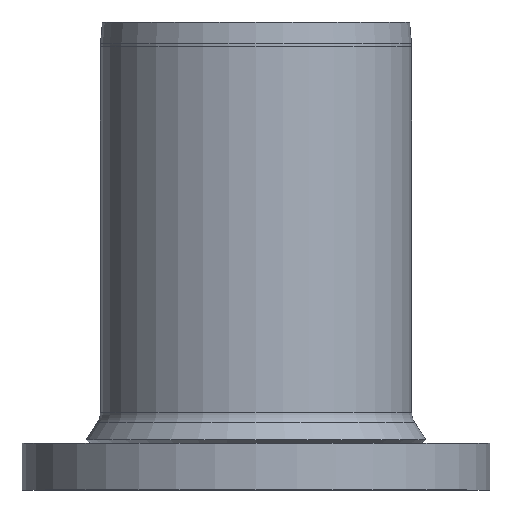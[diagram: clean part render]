
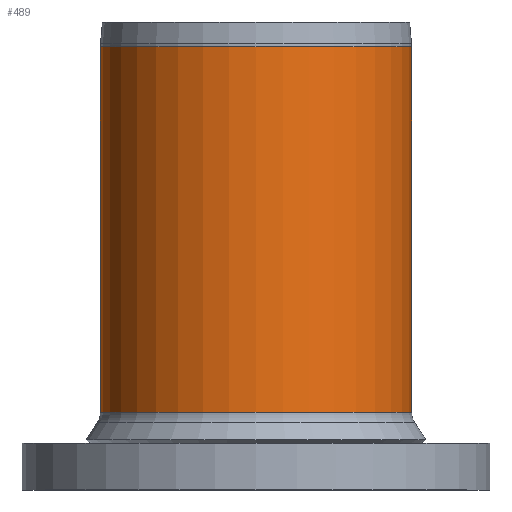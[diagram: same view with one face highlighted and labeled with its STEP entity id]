
A CAD part, front view. The second image highlights one B-rep face of the part: STEP entity #489.
In plain terms, the highlighted cylindrical face has radius 665 mm (diameter 1330 mm), a full revolution.
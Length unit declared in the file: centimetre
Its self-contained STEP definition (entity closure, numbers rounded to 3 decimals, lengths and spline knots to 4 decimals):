
#47=CYLINDRICAL_SURFACE('',#537,66.5);
#66=LINE('',#814,#86);
#86=VECTOR('',#653,66.5);
#115=FACE_OUTER_BOUND('',#141,.T.);
#141=EDGE_LOOP('',(#387,#388,#389,#390,#391,#392));
#189=CIRCLE('',#523,66.5);
#190=CIRCLE('',#524,66.5);
#199=CIRCLE('',#538,66.5);
#200=CIRCLE('',#539,66.5);
#236=VERTEX_POINT('',#785);
#237=VERTEX_POINT('',#786);
#244=VERTEX_POINT('',#811);
#245=VERTEX_POINT('',#812);
#284=EDGE_CURVE('',#236,#237,#189,.T.);
#285=EDGE_CURVE('',#237,#236,#190,.T.);
#297=EDGE_CURVE('',#244,#245,#199,.T.);
#298=EDGE_CURVE('',#244,#236,#66,.T.);
#299=EDGE_CURVE('',#245,#244,#200,.T.);
#387=ORIENTED_EDGE('',*,*,#297,.F.);
#388=ORIENTED_EDGE('',*,*,#298,.T.);
#389=ORIENTED_EDGE('',*,*,#284,.T.);
#390=ORIENTED_EDGE('',*,*,#285,.T.);
#391=ORIENTED_EDGE('',*,*,#298,.F.);
#392=ORIENTED_EDGE('',*,*,#299,.F.);
#489=ADVANCED_FACE('',(#115),#47,.T.);
#523=AXIS2_PLACEMENT_3D('',#787,#618,#619);
#524=AXIS2_PLACEMENT_3D('',#788,#620,#621);
#537=AXIS2_PLACEMENT_3D('',#810,#649,#650);
#538=AXIS2_PLACEMENT_3D('',#813,#651,#652);
#539=AXIS2_PLACEMENT_3D('',#815,#654,#655);
#618=DIRECTION('center_axis',(0.,0.,-1.));
#619=DIRECTION('ref_axis',(1.,0.,0.));
#620=DIRECTION('center_axis',(0.,0.,-1.));
#621=DIRECTION('ref_axis',(1.,0.,0.));
#649=DIRECTION('center_axis',(0.,0.,-1.));
#650=DIRECTION('ref_axis',(1.,0.,0.));
#651=DIRECTION('center_axis',(0.,0.,-1.));
#652=DIRECTION('ref_axis',(1.,0.,0.));
#653=DIRECTION('',(0.,0.,1.));
#654=DIRECTION('center_axis',(0.,0.,-1.));
#655=DIRECTION('ref_axis',(1.,0.,0.));
#785=CARTESIAN_POINT('',(405.5036,401.6444,101.8669));
#786=CARTESIAN_POINT('',(472.0036,335.1444,101.8669));
#787=CARTESIAN_POINT('Origin',(472.0036,401.6444,101.8669));
#788=CARTESIAN_POINT('Origin',(472.0036,401.6444,101.8669));
#810=CARTESIAN_POINT('Origin',(472.0036,401.6444,-34.6837));
#811=CARTESIAN_POINT('',(405.5036,401.6444,-54.3673));
#812=CARTESIAN_POINT('',(472.0036,335.1444,-54.3673));
#813=CARTESIAN_POINT('Origin',(472.0036,401.6444,-54.3673));
#814=CARTESIAN_POINT('',(405.5036,401.6444,-34.6837));
#815=CARTESIAN_POINT('Origin',(472.0036,401.6444,-54.3673));
